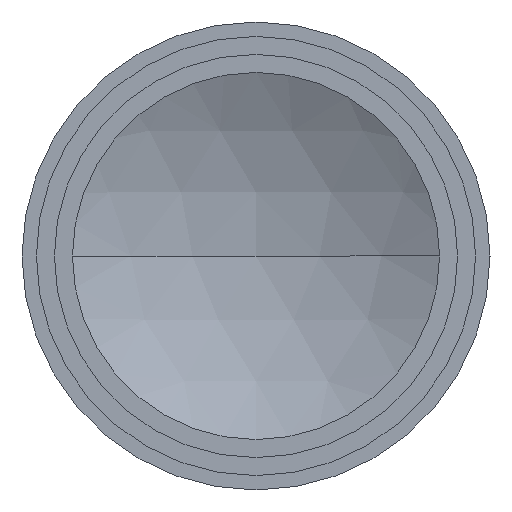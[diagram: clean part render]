
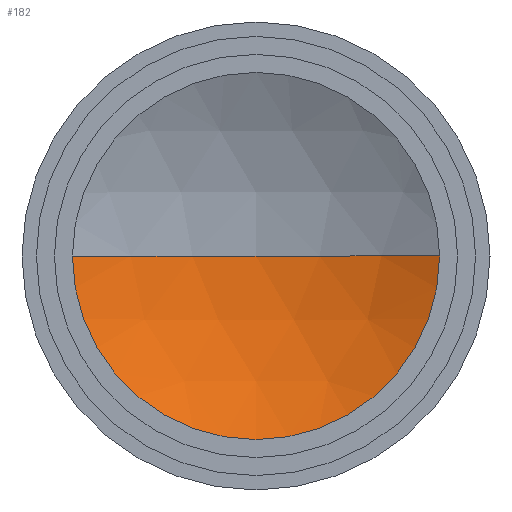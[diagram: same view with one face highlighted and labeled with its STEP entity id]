
A CAD part, left-side view. The second image highlights one B-rep face of the part: STEP entity #182.
In plain terms, the highlighted spherical face has radius 2.692 mm.
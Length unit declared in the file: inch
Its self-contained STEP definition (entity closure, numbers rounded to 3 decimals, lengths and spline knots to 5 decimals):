
#2 = CARTESIAN_POINT ( 'NONE',  ( -0.46792, 0., 0. ) ) ;
#29 = VERTEX_POINT ( 'NONE', #35 ) ;
#35 = CARTESIAN_POINT ( 'NONE',  ( -0.36192, 0., 0. ) ) ;
#40 = CARTESIAN_POINT ( 'NONE',  ( -0.46792, 0., 0. ) ) ;
#43 = AXIS2_PLACEMENT_3D ( 'NONE', #2, #233, #131 ) ;
#50 = AXIS2_PLACEMENT_3D ( 'NONE', #378, #177, #420 ) ;
#59 = VERTEX_POINT ( 'NONE', #190 ) ;
#62 = VERTEX_POINT ( 'NONE', #316 ) ;
#77 = DIRECTION ( 'NONE',  ( 0., -1., 0. ) ) ;
#91 = CIRCLE ( 'NONE', #50, 0.051 ) ;
#131 = DIRECTION ( 'NONE',  ( 0., 1., 0. ) ) ;
#149 = SPHERICAL_SURFACE ( 'NONE', #43, 0.106 ) ;
#155 = AXIS2_PLACEMENT_3D ( 'NONE', #40, #276, #77 ) ;
#165 = CARTESIAN_POINT ( 'NONE',  ( -0.46792, 0., 0. ) ) ;
#177 = DIRECTION ( 'NONE',  ( 1., 0., 0. ) ) ;
#182 = ADVANCED_FACE ( 'NONE', ( #426 ), #149, .F. ) ;
#190 = CARTESIAN_POINT ( 'NONE',  ( -0.375, -0.051, 0. ) ) ;
#203 = DIRECTION ( 'NONE',  ( -1., 0., 0. ) ) ;
#204 = CIRCLE ( 'NONE', #391, 0.106 ) ;
#233 = DIRECTION ( 'NONE',  ( 0., 0., 1. ) ) ;
#252 = CIRCLE ( 'NONE', #155, 0.106 ) ;
#276 = DIRECTION ( 'NONE',  ( 0., 0., 1. ) ) ;
#316 = CARTESIAN_POINT ( 'NONE',  ( -0.375, 0.051, 0. ) ) ;
#318 = EDGE_CURVE ( 'NONE', #62, #29, #204, .T. ) ;
#339 = ORIENTED_EDGE ( 'NONE', *, *, #422, .T. ) ;
#358 = ORIENTED_EDGE ( 'NONE', *, *, #318, .F. ) ;
#373 = ORIENTED_EDGE ( 'NONE', *, *, #392, .F. ) ;
#378 = CARTESIAN_POINT ( 'NONE',  ( -0.375, 0., 0. ) ) ;
#391 = AXIS2_PLACEMENT_3D ( 'NONE', #165, #404, #203 ) ;
#392 = EDGE_CURVE ( 'NONE', #59, #62, #91, .T. ) ;
#404 = DIRECTION ( 'NONE',  ( 0., 0., -1. ) ) ;
#412 = EDGE_LOOP ( 'NONE', ( #373, #339, #358 ) ) ;
#420 = DIRECTION ( 'NONE',  ( 0., 0., -1. ) ) ;
#422 = EDGE_CURVE ( 'NONE', #59, #29, #252, .T. ) ;
#426 = FACE_OUTER_BOUND ( 'NONE', #412, .T. ) ;
